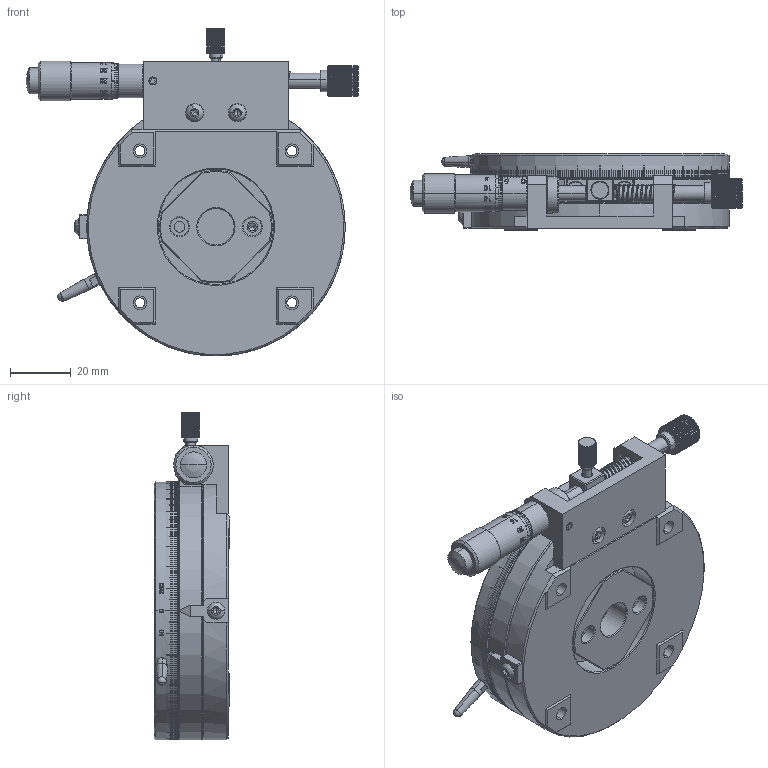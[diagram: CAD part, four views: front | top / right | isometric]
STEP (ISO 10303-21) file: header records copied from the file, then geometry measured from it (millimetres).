
FILE_DESCRIPTION (( 'STEP AP203' ), '1' );
FILE_NAME ('SEMR85-AR.STEP', '2021-02-22T08:20:51', ( '' ), ( '' ), 'SwSTEP 2.0', 'SolidWorks 2020', '' );
FILE_SCHEMA (( 'CONFIG_CONTROL_DESIGN' ));
Length unit declared in the file: millimetre
Products named in the file (1): SEMR85-AR
Bounding box: 109.24 x 25 x 107.9 mm (x, y, z)
Volume: 137754.7 mm3; surface area: 48109 mm2
Topology: 1 solids, 14 shells, 3141 faces, 8915 edges, 5827 vertices
Faces by surface type: plane 2213, cylinder 384, bspline 327, cone 174, torus 31, sphere 12
Entity records: 184482 total; most frequent: CARTESIAN_POINT 107699, ORIENTED_EDGE 17762, DIRECTION 13722, EDGE_CURVE 8881, VERTEX_POINT 5825, AXIS2_PLACEMENT_3D 4807, VECTOR 4108, LINE 4108
